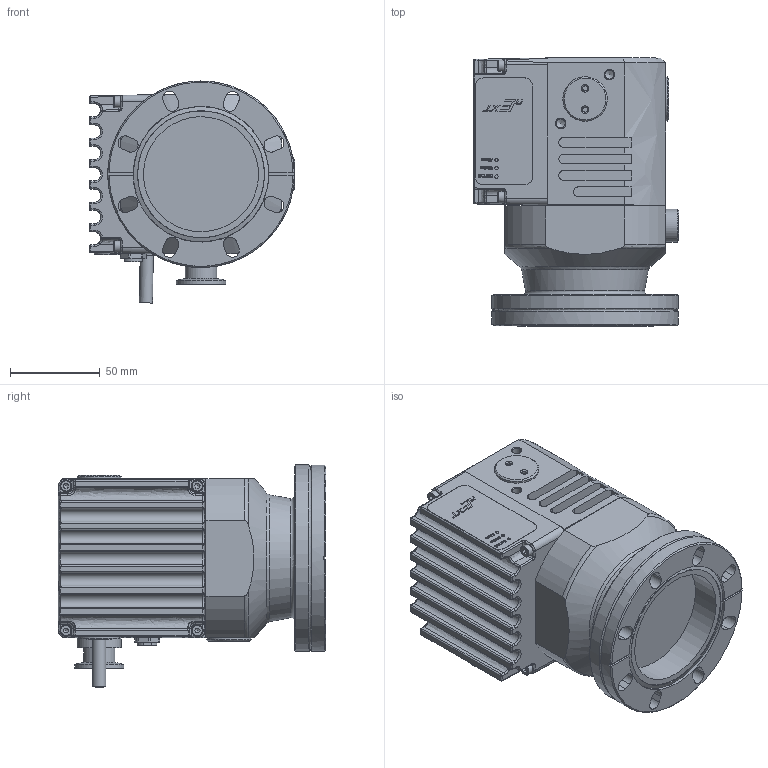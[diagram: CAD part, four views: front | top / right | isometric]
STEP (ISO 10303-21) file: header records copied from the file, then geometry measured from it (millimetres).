
FILE_DESCRIPTION(('FreeCAD Model'),'2;1');
FILE_NAME('Open CASCADE Shape Model','2025-04-29T09:28:58',('FreeCAD'),( 'FreeCAD'),'Open CASCADE STEP processor 7.6','FreeCAD','Unknown');
FILE_SCHEMA(('AUTOMOTIVE_DESIGN { 1 0 10303 214 1 1 1 1 }'));
Products named in the file (1): Open CASCADE STEP translator 7.6 1
Bounding box: 114.69 x 149.56 x 124.01 mm (x, y, z)
Volume: 1080595.5 mm3; surface area: 105742.4 mm2
Topology: 1 solids, 5 shells, 1791 faces, 4803 edges, 3116 vertices
Faces by surface type: bspline 1791
Entity records: 64924 total; most frequent: CARTESIAN_POINT 36081, ORIENTED_EDGE 9544, EDGE_CURVE 4772, B_SPLINE_CURVE_WITH_KNOTS 4218, VERTEX_POINT 3116, FACE_BOUND 1932, EDGE_LOOP 1932, ADVANCED_FACE 1791
